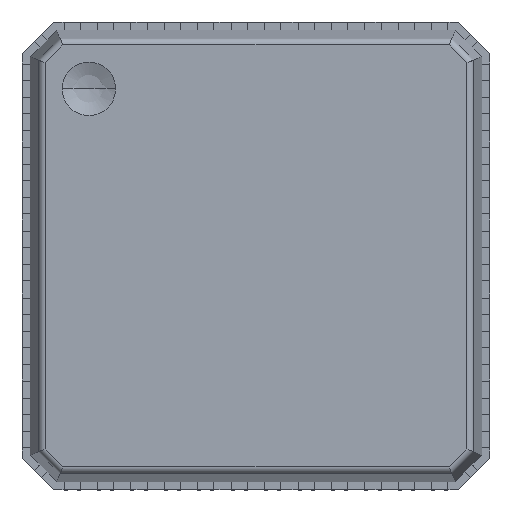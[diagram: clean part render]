
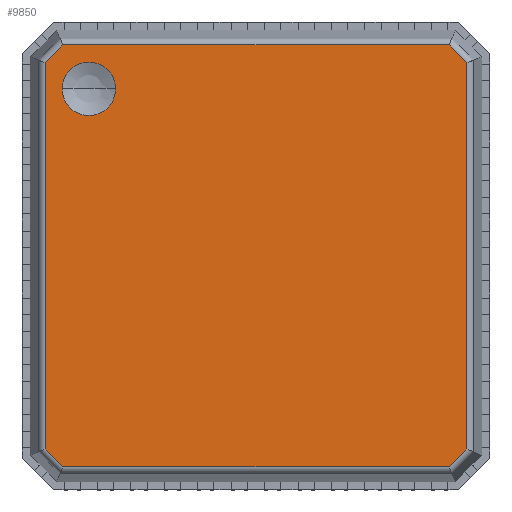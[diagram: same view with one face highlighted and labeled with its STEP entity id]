
A CAD part, top view. The second image highlights one B-rep face of the part: STEP entity #9850.
In plain terms, the highlighted face is planar.
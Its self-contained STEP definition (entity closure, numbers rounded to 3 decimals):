
#3899=DIRECTION('',(0.707,0.,0.707));
#3900=VECTOR('',#3899,0.38);
#3901=CARTESIAN_POINT('',(-3.156,0.8,2.887));
#3902=LINE('',#3901,#3900);
#3924=CARTESIAN_POINT('',(-2.5,0.8,-2.5));
#3925=DIRECTION('',(0.,-1.,0.));
#3926=DIRECTION('',(-1.,0.,0.));
#3927=AXIS2_PLACEMENT_3D('',#3924,#3925,#3926);
#3932=CARTESIAN_POINT('',(-2.5,0.8,-2.5));
#3933=DIRECTION('',(0.,-1.,0.));
#3934=DIRECTION('',(1.,0.,0.));
#3935=AXIS2_PLACEMENT_3D('',#3932,#3933,#3934);
#3956=DIRECTION('',(-1.,0.,0.));
#3957=VECTOR('',#3956,5.775);
#3958=CARTESIAN_POINT('',(2.887,0.8,-3.156));
#3959=LINE('',#3958,#3957);
#3992=DIRECTION('',(-0.707,0.,0.707));
#3993=VECTOR('',#3992,0.38);
#3994=CARTESIAN_POINT('',(-2.887,0.8,-3.156));
#3995=LINE('',#3994,#3993);
#4006=DIRECTION('',(0.,0.,1.));
#4007=VECTOR('',#4006,5.775);
#4008=CARTESIAN_POINT('',(-3.156,0.8,-2.887));
#4009=LINE('',#4008,#4007);
#4031=DIRECTION('',(-0.707,0.,-0.707));
#4032=VECTOR('',#4031,0.38);
#4033=CARTESIAN_POINT('',(3.156,0.8,-2.887));
#4034=LINE('',#4033,#4032);
#4056=DIRECTION('',(0.,0.,-1.));
#4057=VECTOR('',#4056,5.775);
#4058=CARTESIAN_POINT('',(3.156,0.8,2.887));
#4059=LINE('',#4058,#4057);
#4081=DIRECTION('',(0.707,0.,-0.707));
#4082=VECTOR('',#4081,0.38);
#4083=CARTESIAN_POINT('',(2.887,0.8,3.156));
#4084=LINE('',#4083,#4082);
#4106=DIRECTION('',(1.,0.,0.));
#4107=VECTOR('',#4106,5.775);
#4108=CARTESIAN_POINT('',(-2.887,0.8,3.156));
#4109=LINE('',#4108,#4107);
#6716=CARTESIAN_POINT('',(2.887,0.8,-3.156));
#6717=CARTESIAN_POINT('',(-2.887,0.8,-3.156));
#6718=VERTEX_POINT('',#6716);
#6719=VERTEX_POINT('',#6717);
#6724=CARTESIAN_POINT('',(-3.156,0.8,-2.887));
#6725=VERTEX_POINT('',#6724);
#6728=CARTESIAN_POINT('',(-3.156,0.8,2.887));
#6729=VERTEX_POINT('',#6728);
#6732=CARTESIAN_POINT('',(-2.887,0.8,3.156));
#6733=VERTEX_POINT('',#6732);
#6736=CARTESIAN_POINT('',(2.887,0.8,3.156));
#6737=VERTEX_POINT('',#6736);
#6740=CARTESIAN_POINT('',(3.156,0.8,2.887));
#6741=VERTEX_POINT('',#6740);
#6744=CARTESIAN_POINT('',(3.156,0.8,-2.887));
#6745=VERTEX_POINT('',#6744);
#6764=CARTESIAN_POINT('',(-2.9,0.8,-2.5));
#6765=CARTESIAN_POINT('',(-2.1,0.8,-2.5));
#6766=VERTEX_POINT('',#6764);
#6767=VERTEX_POINT('',#6765);
#9822=CARTESIAN_POINT('',(0.,0.8,0.));
#9823=DIRECTION('',(0.,1.,0.));
#9824=DIRECTION('',(1.,0.,0.));
#9825=AXIS2_PLACEMENT_3D('',#9822,#9823,#9824);
#9826=PLANE('',#9825);
#9828=ORIENTED_EDGE('',*,*,#9827,.F.);
#9830=ORIENTED_EDGE('',*,*,#9829,.F.);
#9832=ORIENTED_EDGE('',*,*,#9831,.F.);
#9834=ORIENTED_EDGE('',*,*,#9833,.F.);
#9836=ORIENTED_EDGE('',*,*,#9835,.F.);
#9837=ORIENTED_EDGE('',*,*,#9812,.F.);
#9839=ORIENTED_EDGE('',*,*,#9838,.F.);
#9841=ORIENTED_EDGE('',*,*,#9840,.F.);
#9842=EDGE_LOOP('',(#9828,#9830,#9832,#9834,#9836,#9837,#9839,#9841));
#9843=FACE_OUTER_BOUND('',#9842,.F.);
#9845=ORIENTED_EDGE('',*,*,#9844,.F.);
#9847=ORIENTED_EDGE('',*,*,#9846,.F.);
#9848=EDGE_LOOP('',(#9845,#9847));
#9849=FACE_BOUND('',#9848,.F.);
#3928=CIRCLE('',#3927,0.4);
#3936=CIRCLE('',#3935,0.4);
#9812=EDGE_CURVE('',#6729,#6733,#3902,.T.);
#9827=EDGE_CURVE('',#6718,#6719,#3959,.T.);
#9829=EDGE_CURVE('',#6745,#6718,#4034,.T.);
#9831=EDGE_CURVE('',#6741,#6745,#4059,.T.);
#9833=EDGE_CURVE('',#6737,#6741,#4084,.T.);
#9835=EDGE_CURVE('',#6733,#6737,#4109,.T.);
#9838=EDGE_CURVE('',#6725,#6729,#4009,.T.);
#9840=EDGE_CURVE('',#6719,#6725,#3995,.T.);
#9844=EDGE_CURVE('',#6766,#6767,#3928,.T.);
#9846=EDGE_CURVE('',#6767,#6766,#3936,.T.);
#9850=ADVANCED_FACE('',(#9843,#9849),#9826,.T.);
